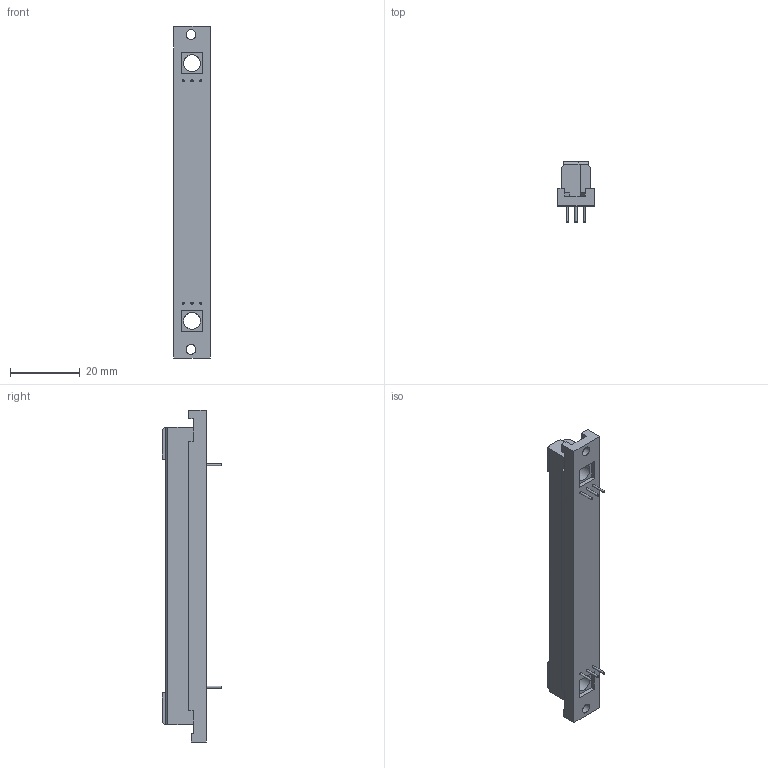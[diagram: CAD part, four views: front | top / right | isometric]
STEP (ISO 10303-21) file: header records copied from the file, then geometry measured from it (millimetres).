
FILE_DESCRIPTION((''),'2;1');
FILE_NAME( '0903_DIN_har-bus_M78_flat_straight_female_78_pole.stp','2004-08-04T07:57:07',('User'),('SDRC'),'I-DEAS Master Series 9','UNIX','Yes');
FILE_SCHEMA(('AUTOMOTIVE_DESIGN { 1 0 10303 214 1 1 1 1 }'));
Length unit declared in the file: millimetre
Products named in the file (1): 0903_DIN_har-bus_M78_flat_straight_female_78_pole
Bounding box: 10.5 x 17.1 x 94.9 mm (x, y, z)
Volume: 9067.3 mm3; surface area: 4715.2 mm2
Topology: 1 solids, 1 shells, 114 faces, 286 edges, 188 vertices
Faces by surface type: bspline 114
Entity records: 3299 total; most frequent: CARTESIAN_POINT 1417, ORIENTED_EDGE 572, EDGE_CURVE 286, VERTEX_POINT 188, B_SPLINE_CURVE_WITH_KNOTS 158, EDGE_LOOP 136, FACE_OUTER_BOUND 114, ADVANCED_FACE 114
